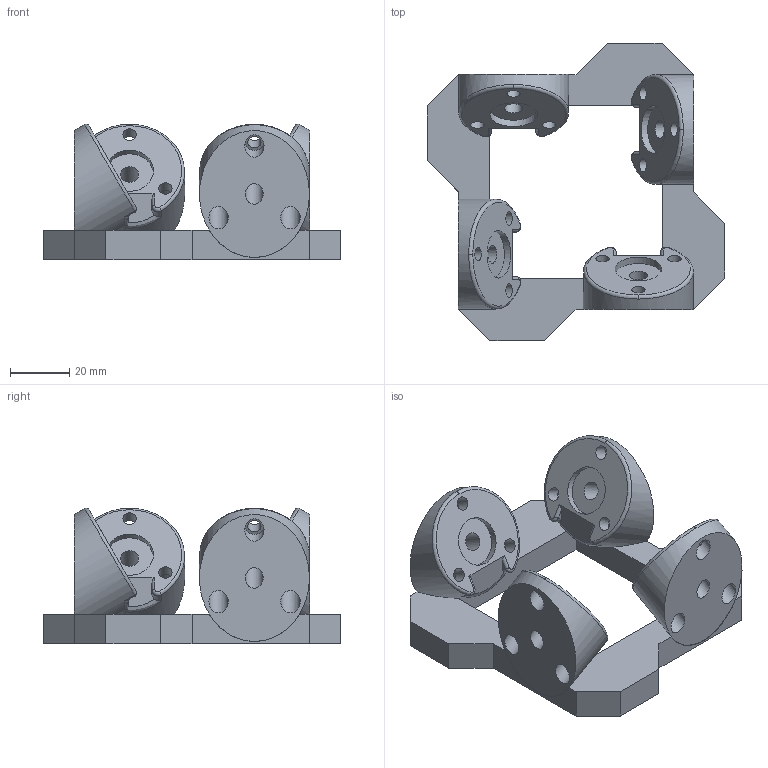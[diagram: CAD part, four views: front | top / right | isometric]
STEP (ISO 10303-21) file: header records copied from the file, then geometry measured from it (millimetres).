
FILE_DESCRIPTION(('FreeCAD Model'),'2;1');
FILE_NAME('Open CASCADE Shape Model','2024-03-25T19:48:15',(''),(''), 'Open CASCADE STEP processor 7.6','FreeCAD','Unknown');
FILE_SCHEMA(('AUTOMOTIVE_DESIGN { 1 0 10303 214 1 1 1 1 }'));
Length unit declared in the file: millimetre
Products named in the file (1): Fusion
Bounding box: 100 x 100 x 45.66 mm (x, y, z)
Volume: 93417.5 mm3; surface area: 31045.9 mm2
Topology: 1 solids, 1 shells, 133 faces, 324 edges, 212 vertices
Faces by surface type: plane 61, cylinder 52, torus 16, bspline 4
Full cylindrical faces by diameter (mm): 4.5 x12, 6 x4, 6.5 x12, 16 x4, 37 x4
Entity records: 4864 total; most frequent: CARTESIAN_POINT 1546, DIRECTION 716, ORIENTED_EDGE 648, EDGE_CURVE 324, AXIS2_PLACEMENT_3D 282, VERTEX_POINT 212, FACE_BOUND 186, EDGE_LOOP 186
